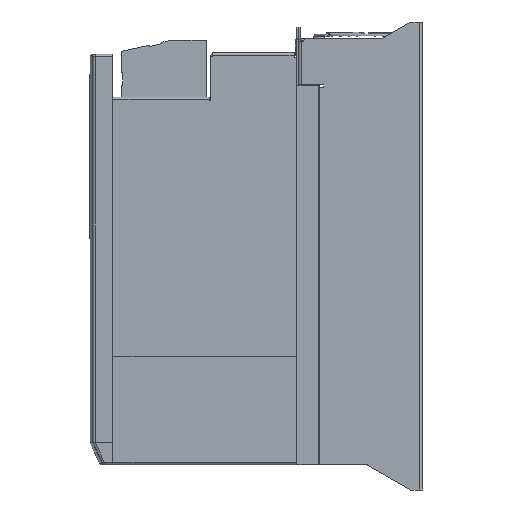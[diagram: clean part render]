
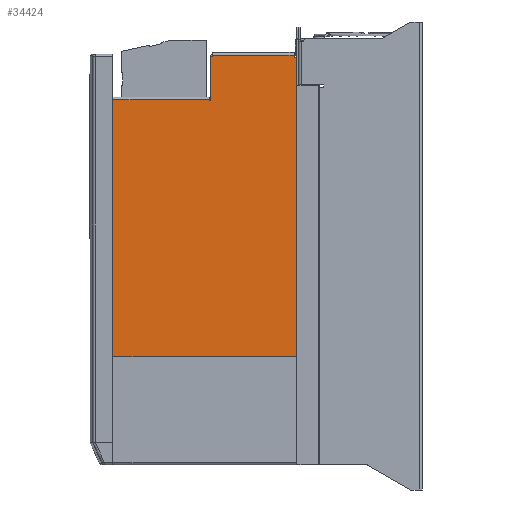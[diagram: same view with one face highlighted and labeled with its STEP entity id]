
A CAD part, left-side view. The second image highlights one B-rep face of the part: STEP entity #34424.
In plain terms, the highlighted planar face has unit normal (-1, 0, 0).
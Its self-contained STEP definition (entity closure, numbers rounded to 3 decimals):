
#53 = DIRECTION ( 'NONE',  ( 1., 0., 0. ) ) ;
#190 = LINE ( 'NONE', #31338, #19992 ) ;
#440 = CARTESIAN_POINT ( 'NONE',  ( -99.5, 76., -12.5 ) ) ;
#838 = CARTESIAN_POINT ( 'NONE',  ( -99.5, 2.5, 24.5 ) ) ;
#1461 = ORIENTED_EDGE ( 'NONE', *, *, #3735, .F. ) ;
#1530 = CARTESIAN_POINT ( 'NONE',  ( -99.5, 1., 23.5 ) ) ;
#1576 = VECTOR ( 'NONE', #16304, 1000. ) ;
#1647 = EDGE_CURVE ( 'NONE', #32711, #28593, #23945, .T. ) ;
#1648 = CARTESIAN_POINT ( 'NONE',  ( -99.5, 0., -235. ) ) ;
#1746 = EDGE_CURVE ( 'NONE', #2900, #2975, #2400, .T. ) ;
#2057 = VERTEX_POINT ( 'NONE', #5157 ) ;
#2216 = VERTEX_POINT ( 'NONE', #8697 ) ;
#2400 = CIRCLE ( 'NONE', #22945, 1. ) ;
#2521 = LINE ( 'NONE', #33638, #31084 ) ;
#2606 = CARTESIAN_POINT ( 'NONE',  ( -99.5, 75., 24. ) ) ;
#2900 = VERTEX_POINT ( 'NONE', #25091 ) ;
#2975 = VERTEX_POINT ( 'NONE', #11313 ) ;
#3061 = CARTESIAN_POINT ( 'NONE',  ( -99.5, 1.5, 25.5 ) ) ;
#3593 = CARTESIAN_POINT ( 'NONE',  ( -99.5, 74., 26. ) ) ;
#3735 = EDGE_CURVE ( 'NONE', #2900, #19498, #4361, .T. ) ;
#3977 = LINE ( 'NONE', #440, #30402 ) ;
#4361 = LINE ( 'NONE', #838, #15598 ) ;
#4862 = CIRCLE ( 'NONE', #16788, 1. ) ;
#5112 = VERTEX_POINT ( 'NONE', #28650 ) ;
#5157 = CARTESIAN_POINT ( 'NONE',  ( -99.5, 76., -12.5 ) ) ;
#5409 = ORIENTED_EDGE ( 'NONE', *, *, #11224, .T. ) ;
#5486 = CARTESIAN_POINT ( 'NONE',  ( -99.5, 160., -12.5 ) ) ;
#5976 = VERTEX_POINT ( 'NONE', #6367 ) ;
#6367 = CARTESIAN_POINT ( 'NONE',  ( -99.5, 75., -12.75 ) ) ;
#6953 = VERTEX_POINT ( 'NONE', #19246 ) ;
#7252 = DIRECTION ( 'NONE',  ( 0., 0., -1. ) ) ;
#7499 = VECTOR ( 'NONE', #21846, 1000. ) ;
#7908 = AXIS2_PLACEMENT_3D ( 'NONE', #3593, #53, #31188 ) ;
#8523 = CARTESIAN_POINT ( 'NONE',  ( -99.5, 160., -235.968 ) ) ;
#8697 = CARTESIAN_POINT ( 'NONE',  ( -99.5, 76., -12.75 ) ) ;
#9113 = CARTESIAN_POINT ( 'NONE',  ( -99.5, 1., 24.5 ) ) ;
#9598 = CIRCLE ( 'NONE', #27062, 1. ) ;
#9681 = EDGE_CURVE ( 'NONE', #5976, #10573, #27778, .T. ) ;
#10573 = VERTEX_POINT ( 'NONE', #2606 ) ;
#10774 = CARTESIAN_POINT ( 'NONE',  ( -99.5, 2.5, 28.5 ) ) ;
#11224 = EDGE_CURVE ( 'NONE', #28295, #19498, #4862, .T. ) ;
#11313 = CARTESIAN_POINT ( 'NONE',  ( -99.5, 2.5, 25.5 ) ) ;
#11431 = CARTESIAN_POINT ( 'NONE',  ( -99.5, 2.5, 26.25 ) ) ;
#12132 = ORIENTED_EDGE ( 'NONE', *, *, #34272, .T. ) ;
#12258 = CARTESIAN_POINT ( 'NONE',  ( -99.5, 75.5, -12.75 ) ) ;
#12849 = EDGE_CURVE ( 'NONE', #34411, #6953, #29317, .T. ) ;
#12931 = ORIENTED_EDGE ( 'NONE', *, *, #24749, .T. ) ;
#13373 = EDGE_CURVE ( 'NONE', #5112, #13682, #28986, .T. ) ;
#13682 = VERTEX_POINT ( 'NONE', #8523 ) ;
#13763 = ORIENTED_EDGE ( 'NONE', *, *, #20200, .T. ) ;
#13802 = ORIENTED_EDGE ( 'NONE', *, *, #1647, .T. ) ;
#14302 = LINE ( 'NONE', #10774, #28373 ) ;
#14610 = VERTEX_POINT ( 'NONE', #5486 ) ;
#15030 = ORIENTED_EDGE ( 'NONE', *, *, #26438, .T. ) ;
#15598 = VECTOR ( 'NONE', #32003, 1000. ) ;
#16304 = DIRECTION ( 'NONE',  ( 0., 0., 1. ) ) ;
#16664 = DIRECTION ( 'NONE',  ( 0., 0., 1. ) ) ;
#16788 = AXIS2_PLACEMENT_3D ( 'NONE', #1530, #32709, #29139 ) ;
#16915 = DIRECTION ( 'NONE',  ( 0., 1., 0. ) ) ;
#17225 = AXIS2_PLACEMENT_3D ( 'NONE', #1648, #32826, #29257 ) ;
#19246 = CARTESIAN_POINT ( 'NONE',  ( -99.5, 74., 25. ) ) ;
#19498 = VERTEX_POINT ( 'NONE', #9113 ) ;
#19820 = CARTESIAN_POINT ( 'NONE',  ( -99.5, 75., 28.5 ) ) ;
#19972 = DIRECTION ( 'NONE',  ( 0., 0., 1. ) ) ;
#19992 = VECTOR ( 'NONE', #27770, 1000. ) ;
#20030 = AXIS2_PLACEMENT_3D ( 'NONE', #12258, #32794, #29229 ) ;
#20157 = CARTESIAN_POINT ( 'NONE',  ( -99.5, 76., -235. ) ) ;
#20200 = EDGE_CURVE ( 'NONE', #6953, #10573, #9598, .T. ) ;
#20343 = ORIENTED_EDGE ( 'NONE', *, *, #12849, .T. ) ;
#20401 = CARTESIAN_POINT ( 'NONE',  ( -99.5, 0., 26.25 ) ) ;
#20738 = DIRECTION ( 'NONE',  ( 0., 0., 1. ) ) ;
#21099 = PLANE ( 'NONE',  #17225 ) ;
#21825 = ORIENTED_EDGE ( 'NONE', *, *, #34163, .F. ) ;
#21846 = DIRECTION ( 'NONE',  ( 0., 1., 0. ) ) ;
#22945 = AXIS2_PLACEMENT_3D ( 'NONE', #3061, #23482, #19972 ) ;
#23344 = ORIENTED_EDGE ( 'NONE', *, *, #34325, .F. ) ;
#23482 = DIRECTION ( 'NONE',  ( 1., 0., 0. ) ) ;
#23572 = DIRECTION ( 'NONE',  ( 0., 0., 1. ) ) ;
#23690 = LINE ( 'NONE', #20157, #34159 ) ;
#23911 = CIRCLE ( 'NONE', #20030, 0.5 ) ;
#23945 = LINE ( 'NONE', #20401, #26323 ) ;
#24216 = EDGE_CURVE ( 'NONE', #5976, #2216, #23911, .T. ) ;
#24269 = DIRECTION ( 'NONE',  ( -1., 0., 0. ) ) ;
#24749 = EDGE_CURVE ( 'NONE', #2216, #2057, #23690, .T. ) ;
#25091 = CARTESIAN_POINT ( 'NONE',  ( -99.5, 1.5, 24.5 ) ) ;
#25398 = CARTESIAN_POINT ( 'NONE',  ( -99.5, 160., -235.968 ) ) ;
#25538 = ORIENTED_EDGE ( 'NONE', *, *, #25907, .T. ) ;
#25907 = EDGE_CURVE ( 'NONE', #5112, #28295, #2521, .T. ) ;
#26323 = VECTOR ( 'NONE', #16915, 1000. ) ;
#26438 = EDGE_CURVE ( 'NONE', #14610, #13682, #190, .T. ) ;
#26726 = CARTESIAN_POINT ( 'NONE',  ( -99.5, 73., 26.25 ) ) ;
#26919 = ORIENTED_EDGE ( 'NONE', *, *, #1746, .T. ) ;
#27062 = AXIS2_PLACEMENT_3D ( 'NONE', #31437, #24269, #20738 ) ;
#27172 = CARTESIAN_POINT ( 'NONE',  ( -99.5, 73., 28.5 ) ) ;
#27770 = DIRECTION ( 'NONE',  ( 0., 0., -1. ) ) ;
#27778 = LINE ( 'NONE', #19820, #1576 ) ;
#28295 = VERTEX_POINT ( 'NONE', #29088 ) ;
#28373 = VECTOR ( 'NONE', #7252, 1000. ) ;
#28593 = VERTEX_POINT ( 'NONE', #26726 ) ;
#28650 = CARTESIAN_POINT ( 'NONE',  ( -99.5, 0., -235.968 ) ) ;
#28986 = LINE ( 'NONE', #25398, #7499 ) ;
#29088 = CARTESIAN_POINT ( 'NONE',  ( -99.5, 0., 23.5 ) ) ;
#29125 = ORIENTED_EDGE ( 'NONE', *, *, #13373, .F. ) ;
#29139 = DIRECTION ( 'NONE',  ( 0., 0., 1. ) ) ;
#29229 = DIRECTION ( 'NONE',  ( 0., 0., 1. ) ) ;
#29257 = DIRECTION ( 'NONE',  ( 0., 0., 1. ) ) ;
#29317 = CIRCLE ( 'NONE', #7908, 1. ) ;
#29496 = FACE_OUTER_BOUND ( 'NONE', #32374, .T. ) ;
#30110 = DIRECTION ( 'NONE',  ( 0., 0., 1. ) ) ;
#30402 = VECTOR ( 'NONE', #31602, 1000. ) ;
#31084 = VECTOR ( 'NONE', #30110, 1000. ) ;
#31188 = DIRECTION ( 'NONE',  ( 0., 0., 1. ) ) ;
#31338 = CARTESIAN_POINT ( 'NONE',  ( -99.5, 160., -235. ) ) ;
#31437 = CARTESIAN_POINT ( 'NONE',  ( -99.5, 74., 24. ) ) ;
#31602 = DIRECTION ( 'NONE',  ( 0., 1., 0. ) ) ;
#31631 = ORIENTED_EDGE ( 'NONE', *, *, #24216, .T. ) ;
#31801 = CARTESIAN_POINT ( 'NONE',  ( -99.5, 73., 26. ) ) ;
#32003 = DIRECTION ( 'NONE',  ( 0., -1., 0. ) ) ;
#32374 = EDGE_LOOP ( 'NONE', ( #25538, #5409, #1461, #26919, #21825, #13802, #23344, #20343, #13763, #32793, #31631, #12931, #12132, #15030, #29125 ) ) ;
#32709 = DIRECTION ( 'NONE',  ( -1., 0., 0. ) ) ;
#32711 = VERTEX_POINT ( 'NONE', #11431 ) ;
#32793 = ORIENTED_EDGE ( 'NONE', *, *, #9681, .F. ) ;
#32794 = DIRECTION ( 'NONE',  ( 1., 0., 0. ) ) ;
#32826 = DIRECTION ( 'NONE',  ( -1., 0., 0. ) ) ;
#33638 = CARTESIAN_POINT ( 'NONE',  ( -99.5, 0., -235. ) ) ;
#33968 = VECTOR ( 'NONE', #23572, 1000. ) ;
#34159 = VECTOR ( 'NONE', #16664, 1000. ) ;
#34163 = EDGE_CURVE ( 'NONE', #32711, #2975, #14302, .T. ) ;
#34272 = EDGE_CURVE ( 'NONE', #2057, #14610, #3977, .T. ) ;
#34281 = LINE ( 'NONE', #27172, #33968 ) ;
#34325 = EDGE_CURVE ( 'NONE', #34411, #28593, #34281, .T. ) ;
#34411 = VERTEX_POINT ( 'NONE', #31801 ) ;
#34424 = ADVANCED_FACE ( 'NONE', ( #29496 ), #21099, .T. ) ;
